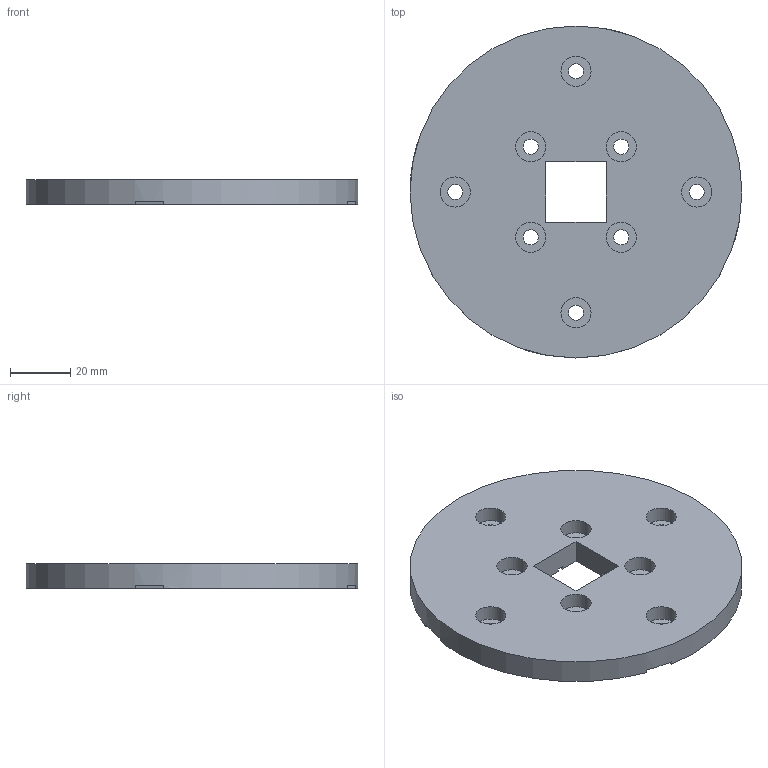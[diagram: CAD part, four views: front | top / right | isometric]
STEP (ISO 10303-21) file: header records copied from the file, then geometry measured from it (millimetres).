
FILE_DESCRIPTION(('FreeCAD Model'),'2;1');
FILE_NAME('Cliquet part 2.step','2016-11-16T17:47:26',('Author'),(''), 'Open CASCADE STEP processor 6.8','FreeCAD','Unknown');
FILE_SCHEMA(('AUTOMOTIVE_DESIGN_CC2 { 1 2 10303 214 -1 1 5 4 }'));
Length unit declared in the file: millimetre
Products named in the file (2): ASSEMBLY; Cut
Assembly tree (1 placements, depth 2):
  ASSEMBLY
    Cut
Bounding box: 110 x 110 x 8 mm (x, y, z)
Volume: 68195.3 mm3; surface area: 23241.6 mm2
Topology: 1 solids, 1 shells, 46 faces, 111 edges, 74 vertices
Faces by surface type: plane 29, cylinder 17
Full cylindrical faces by diameter (mm): 5 x8, 10 x8, 110 x1
Entity records: 2859 total; most frequent: CARTESIAN_POINT 615, DIRECTION 391, ORIENTED_EDGE 222, PCURVE 222, DEFINITIONAL_REPRESENTATION 222, LINE 185, VECTOR 185, EDGE_CURVE 111
